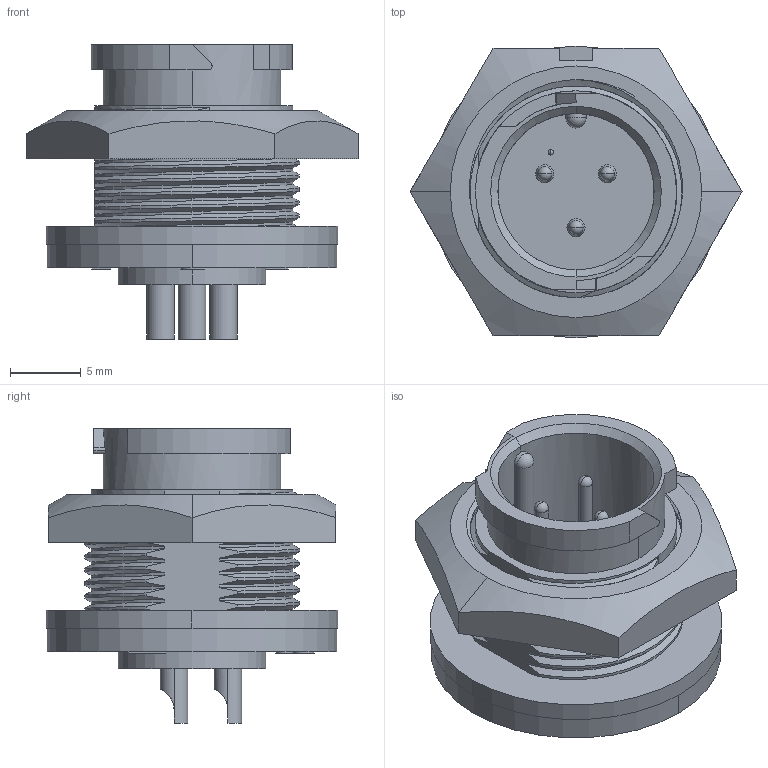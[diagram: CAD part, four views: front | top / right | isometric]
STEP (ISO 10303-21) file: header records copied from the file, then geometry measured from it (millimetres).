
FILE_DESCRIPTION (( 'STEP AP203' ), '1' );
FILE_NAME ('W7282-3PG-P-3ES.STEP', '2021-10-27T14:14:35', ( '' ), ( '' ), 'SwSTEP 2.0', 'SolidWorks 2020', '' );
FILE_SCHEMA (( 'CONFIG_CONTROL_DESIGN' ));
Length unit declared in the file: millimetre
Products named in the file (1): W7282-3PG-P-3ES
Bounding box: 23.46 x 20.62 x 20.8 mm (x, y, z)
Volume: 2849.6 mm3; surface area: 2808 mm2
Topology: 1 solids, 1 shells, 213 faces, 601 edges, 389 vertices
Faces by surface type: cylinder 78, plane 65, bspline 51, cone 10, sphere 9
Entity records: 15292 total; most frequent: CARTESIAN_POINT 10431, ORIENTED_EDGE 1172, DIRECTION 766, EDGE_CURVE 586, VERTEX_POINT 383, VECTOR 266, LINE 266, AXIS2_PLACEMENT_3D 250
